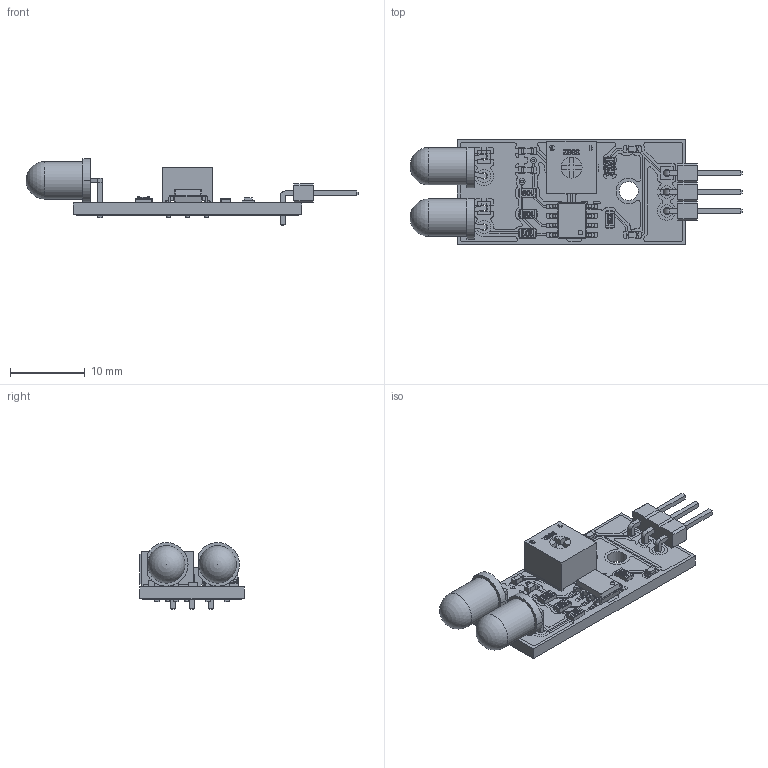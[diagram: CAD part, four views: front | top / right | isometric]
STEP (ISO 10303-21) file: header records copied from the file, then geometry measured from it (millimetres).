
FILE_DESCRIPTION(('FreeCAD Model'),'2;1');
FILE_NAME('IR_Proximity_Sensor.step','2020-08-27T23:37:28',(''),(''), 'Open CASCADE STEP processor 7.4','FreeCAD','Unknown');
FILE_SCHEMA(('AUTOMOTIVE_DESIGN { 1 0 10303 214 1 1 1 1 }'));
Length unit declared in the file: millimetre
Products named in the file (26): IR_Proximity_Sensor; Board_Geoms_bc40; Pcb_bc40; topTracks_bc40; botTracks_bc40; Step_Models_bc40; Top_bc40; C2_C_0603_1608Metric_5E51A55D; D1_Assem1_5E518A0D; housing; cover; base; Polarity_Mark; D3_LED_D5.0mm_Horizontal_O1.27mm_Z3.0mm_Clear_5E518A32; D4_LED_D5.0mm_Horizontal_O1.27mm_Z3.0mm_IRBlack_5E518A44; R1_smdResistor103_5E518A95; R2_smdResistor115_5E518AA6; R4_smdResistor119_5E518AC8; U1_SOIC_8_39x49mm_P127mm_5E518B0B; J1_PinHeader_1x03_P254mm_Horizontal_5F46CA6B; Trimpot_3362P_v008; Trimpot_3362P_v3; Trimpot_3362P_v004; Trimpot_3362P_v005; Trimpot_3362P_v006; Trimpot_3362P_v007
Assembly tree (30 placements, depth 5):
  IR_Proximity_Sensor
    Board_Geoms_bc40
      Pcb_bc40
      topTracks_bc40
      botTracks_bc40
    Step_Models_bc40
      Top_bc40
        C2_C_0603_1608Metric_5E51A55D  x2
        D1_Assem1_5E518A0D  x2
          housing
          cover
          base
          Polarity_Mark
        D3_LED_D5.0mm_Horizontal_O1.27mm_Z3.0mm_Clear_5E518A32
        D4_LED_D5.0mm_Horizontal_O1.27mm_Z3.0mm_IRBlack_5E518A44
        R1_smdResistor103_5E518A95
        R2_smdResistor115_5E518AA6  x2
        R4_smdResistor119_5E518AC8  x2
        U1_SOIC_8_39x49mm_P127mm_5E518B0B
        J1_PinHeader_1x03_P254mm_Horizontal_5F46CA6B
        Trimpot_3362P_v008
          Trimpot_3362P_v3
          Trimpot_3362P_v004
          Trimpot_3362P_v005
          Trimpot_3362P_v006
          Trimpot_3362P_v007
Bounding box: 44.29 x 13.97 x 8.9 mm (x, y, z)
Volume: 1293.3 mm3; surface area: 2645.3 mm2
Topology: 27 solids, 101 shells, 1070 faces, 5785 edges, 4883 vertices
Faces by surface type: plane 682, bspline 256, cylinder 122, sphere 10
Full cylindrical faces by diameter (mm): 0.46 x3, 0.6 x1, 0.8 x3, 0.9 x4, 1 x3, 2.54 x1, 2.8 x2, 5 x2
Entity records: 58970 total; most frequent: CARTESIAN_POINT 16304, ORIENTED_EDGE 7215, DIRECTION 6339, EDGE_CURVE 5241, LINE 4651, VECTOR 4651, VERTEX_POINT 4537, FACE_BOUND 972
